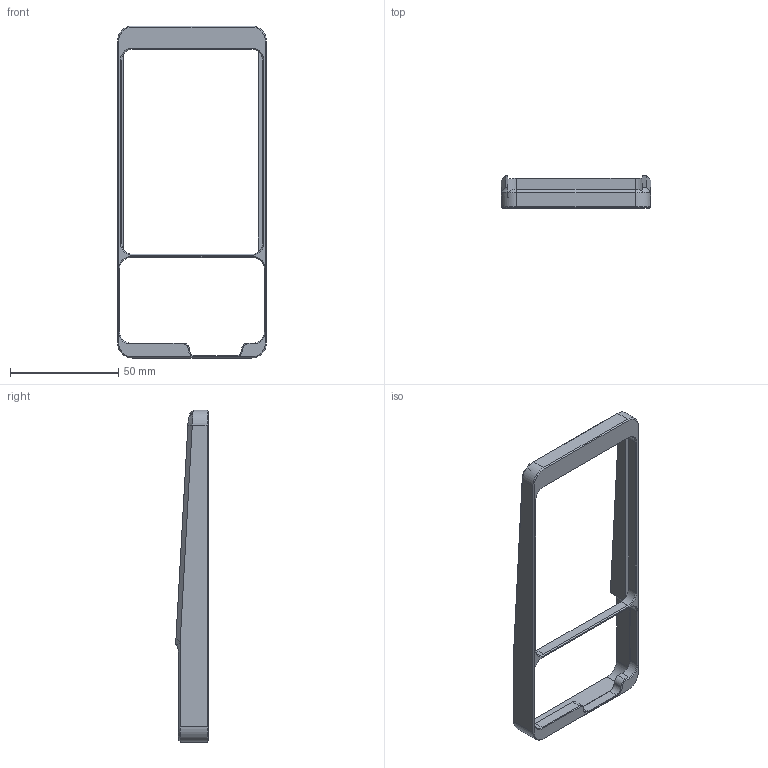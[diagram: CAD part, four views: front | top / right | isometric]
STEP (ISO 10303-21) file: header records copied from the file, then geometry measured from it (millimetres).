
FILE_DESCRIPTION(/* description */ (''),/* implementation_level */ '2;1');
FILE_NAME(/* name */ 'Case Prototype.step',/* time_stamp */ '2026-01-26T14:08:22+11:00',/* author */ (''),/* organization */ (''),/* preprocessor_version */ 'ST-DEVELOPER v20.1',/* originating_system */ 'Autodesk Translation Framework v14.21.0.0',/* authorisation */ '');
FILE_SCHEMA (('AUTOMOTIVE_DESIGN { 1 0 10303 214 3 1 1 }'));
Length unit declared in the file: millimetre
Products named in the file (1): Case
Bounding box: 68.87 x 14.97 x 153.44 mm (x, y, z)
Volume: 13483.8 mm3; surface area: 13978.2 mm2
Topology: 1 solids, 1 shells, 98 faces, 250 edges, 152 vertices
Faces by surface type: plane 56, cylinder 20, cone 18, bspline 4
Entity records: 3062 total; most frequent: CARTESIAN_POINT 655, ORIENTED_EDGE 500, DIRECTION 488, EDGE_CURVE 250, LINE 170, VECTOR 170, AXIS2_PLACEMENT_3D 159, VERTEX_POINT 152
